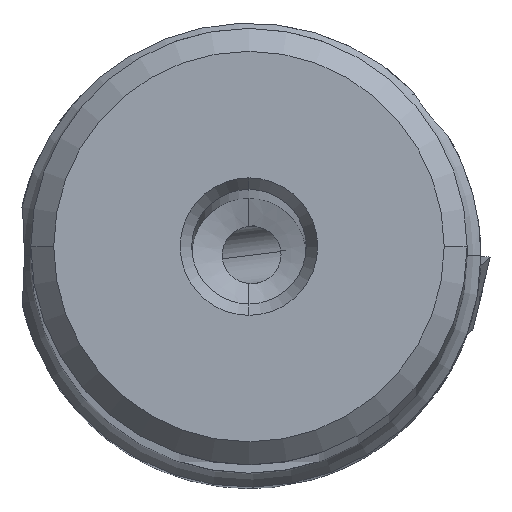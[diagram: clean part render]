
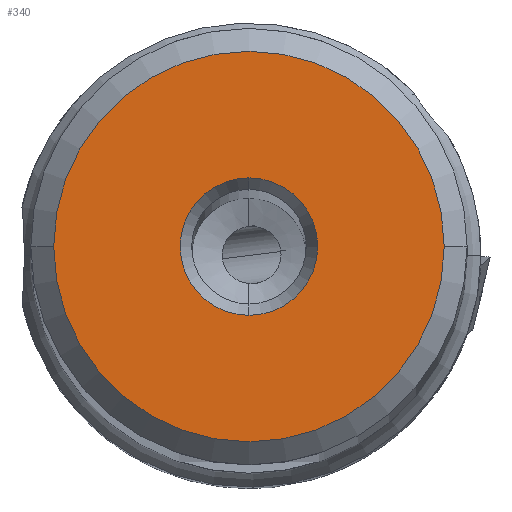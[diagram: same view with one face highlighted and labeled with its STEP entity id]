
A CAD part, top view. The second image highlights one B-rep face of the part: STEP entity #340.
In plain terms, the highlighted planar face has unit normal (0, 0, 1).
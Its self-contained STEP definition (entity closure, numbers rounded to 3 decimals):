
#340=ADVANCED_FACE('',(#487,#488),#449,.T.);
#449=PLANE('',#2303);
#487=FACE_BOUND('',#517,.T.);
#488=FACE_BOUND('',#518,.T.);
#517=EDGE_LOOP('',(#702,#703,#704,#705));
#518=EDGE_LOOP('',(#706,#707));
#702=ORIENTED_EDGE('',*,*,#1519,.F.);
#703=ORIENTED_EDGE('',*,*,#1520,.F.);
#704=ORIENTED_EDGE('',*,*,#1521,.F.);
#705=ORIENTED_EDGE('',*,*,#1522,.F.);
#706=ORIENTED_EDGE('',*,*,#1523,.F.);
#707=ORIENTED_EDGE('',*,*,#1524,.F.);
#1294=VERTEX_POINT('',#3279);
#1295=VERTEX_POINT('',#3280);
#1296=VERTEX_POINT('',#3282);
#1297=VERTEX_POINT('',#3284);
#1298=VERTEX_POINT('',#3287);
#1299=VERTEX_POINT('',#3288);
#1519=EDGE_CURVE('',#1294,#1295,#1822,.T.);
#1520=EDGE_CURVE('',#1296,#1294,#1823,.T.);
#1521=EDGE_CURVE('',#1297,#1296,#1824,.T.);
#1522=EDGE_CURVE('',#1295,#1297,#1825,.T.);
#1523=EDGE_CURVE('',#1298,#1299,#1826,.T.);
#1524=EDGE_CURVE('',#1299,#1298,#1827,.T.);
#1822=CIRCLE('',#2297,8.525);
#1823=CIRCLE('',#2298,8.525);
#1824=CIRCLE('',#2299,8.525);
#1825=CIRCLE('',#2300,8.525);
#1826=CIRCLE('',#2301,3.);
#1827=CIRCLE('',#2302,3.);
#2297=AXIS2_PLACEMENT_3D('',#3278,#2638,#2639);
#2298=AXIS2_PLACEMENT_3D('',#3281,#2640,#2641);
#2299=AXIS2_PLACEMENT_3D('',#3283,#2642,#2643);
#2300=AXIS2_PLACEMENT_3D('',#3285,#2644,#2645);
#2301=AXIS2_PLACEMENT_3D('',#3286,#2646,#2647);
#2302=AXIS2_PLACEMENT_3D('',#3289,#2648,#2649);
#2303=AXIS2_PLACEMENT_3D('',#3290,#2650,#2651);
#2638=DIRECTION('',(0.,0.,-1.));
#2639=DIRECTION('',(0.,1.,0.));
#2640=DIRECTION('',(0.,0.,-1.));
#2641=DIRECTION('',(-1.,0.,0.));
#2642=DIRECTION('',(0.,0.,-1.));
#2643=DIRECTION('',(0.,-1.,0.));
#2644=DIRECTION('',(0.,0.,-1.));
#2645=DIRECTION('',(1.,0.,0.));
#2646=DIRECTION('',(0.,0.,1.));
#2647=DIRECTION('',(0.,1.,0.));
#2648=DIRECTION('',(0.,0.,1.));
#2649=DIRECTION('',(0.,-1.,0.));
#2650=DIRECTION('',(0.,0.,1.));
#2651=DIRECTION('',(-1.,0.,0.));
#3278=CARTESIAN_POINT('',(0.,0.,0.));
#3279=CARTESIAN_POINT('',(0.,8.525,0.));
#3280=CARTESIAN_POINT('',(8.525,0.,0.));
#3281=CARTESIAN_POINT('',(0.,0.,0.));
#3282=CARTESIAN_POINT('',(-8.525,0.,0.));
#3283=CARTESIAN_POINT('',(0.,0.,0.));
#3284=CARTESIAN_POINT('',(0.,-8.525,0.));
#3285=CARTESIAN_POINT('',(0.,0.,0.));
#3286=CARTESIAN_POINT('',(0.,0.,0.));
#3287=CARTESIAN_POINT('',(0.,3.,0.));
#3288=CARTESIAN_POINT('',(0.,-3.,0.));
#3289=CARTESIAN_POINT('',(0.,0.,0.));
#3290=CARTESIAN_POINT('',(0.,0.,0.));
